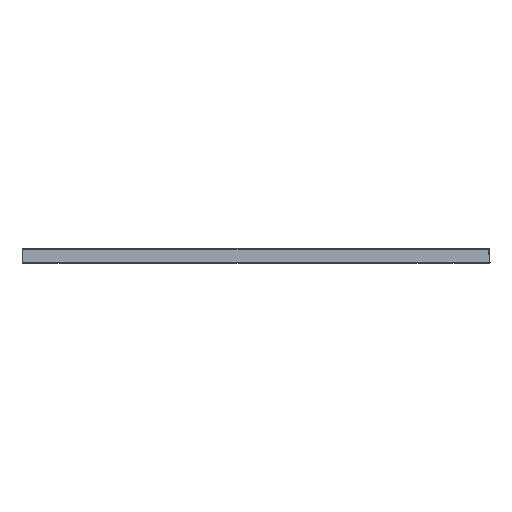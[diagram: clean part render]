
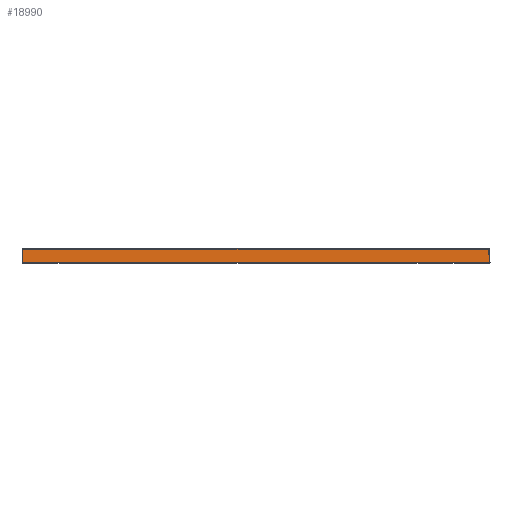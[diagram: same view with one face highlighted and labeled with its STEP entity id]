
A CAD part, top view. The second image highlights one B-rep face of the part: STEP entity #18990.
In plain terms, the highlighted planar face has unit normal (0, 0.035, 0.999).
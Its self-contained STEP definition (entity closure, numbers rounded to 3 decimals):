
#1=CARTESIAN_POINT('',(-600.,-2.001,436.173));
#2=CARTESIAN_POINT('',(-589.753,-2.007,436.173));
#3=CARTESIAN_POINT('',(-553.086,-2.028,436.174));
#4=CARTESIAN_POINT('',(-516.419,-2.039,436.174));
#5=CARTESIAN_POINT('',(-490.,-2.039,436.174));
#7=CARTESIAN_POINT('',(490.,-2.039,436.174));
#8=CARTESIAN_POINT('',(512.52,-2.039,436.174));
#9=CARTESIAN_POINT('',(557.35,-2.027,436.174));
#10=CARTESIAN_POINT('',(626.241,-1.986,436.173));
#11=CARTESIAN_POINT('',(672.611,-1.95,436.171));
#12=CARTESIAN_POINT('',(696.672,-1.932,436.171));
#14=DIRECTION('',(0.035,-0.999,0.035));
#15=VECTOR('',#14,38.115);
#16=CARTESIAN_POINT('',(696.672,-1.932,436.171));
#17=LINE('',#16,#15);
#18=DIRECTION('',(0.,-0.999,0.035));
#19=VECTOR('',#18,38.022);
#20=CARTESIAN_POINT('',(-600.,-2.001,436.173));
#21=LINE('',#20,#19);
#89=DIRECTION('',(1.,0.,0.));
#90=VECTOR('',#89,1298.001);
#91=CARTESIAN_POINT('',(-600.,-40.,437.5));
#92=LINE('',#91,#90);
#695=CARTESIAN_POINT('',(490.,-2.039,436.174));
#696=CARTESIAN_POINT('',(480.595,-2.039,436.174));
#697=CARTESIAN_POINT('',(462.266,-2.038,436.174));
#698=CARTESIAN_POINT('',(436.502,-2.036,436.174));
#699=CARTESIAN_POINT('',(411.604,-2.033,436.174));
#700=CARTESIAN_POINT('',(386.59,-2.028,436.174));
#701=CARTESIAN_POINT('',(362.867,-2.023,436.174));
#702=CARTESIAN_POINT('',(338.492,-2.018,436.174));
#703=CARTESIAN_POINT('',(313.269,-2.011,436.173));
#704=CARTESIAN_POINT('',(287.125,-2.004,436.173));
#705=CARTESIAN_POINT('',(258.602,-1.996,436.173));
#706=CARTESIAN_POINT('',(226.769,-1.987,436.173));
#707=CARTESIAN_POINT('',(190.653,-1.977,436.172));
#708=CARTESIAN_POINT('',(149.069,-1.966,436.172));
#709=CARTESIAN_POINT('',(117.09,-1.959,436.172));
#710=CARTESIAN_POINT('',(100.087,-1.955,436.171));
#742=DIRECTION('',(-1.,0.,0.));
#743=VECTOR('',#742,100.087);
#744=CARTESIAN_POINT('',(100.087,-1.955,436.171));
#745=LINE('',#744,#743);
#751=DIRECTION('',(-1.,0.,0.));
#752=VECTOR('',#751,100.087);
#753=CARTESIAN_POINT('',(0.,-1.955,
436.171));
#754=LINE('',#753,#752);
#785=CARTESIAN_POINT('',(-100.087,-1.955,436.171));
#786=CARTESIAN_POINT('',(-143.442,-1.964,436.172));
#787=CARTESIAN_POINT('',(-230.131,-1.983,436.172));
#788=CARTESIAN_POINT('',(-360.102,-2.011,436.173));
#789=CARTESIAN_POINT('',(-446.708,-2.029,436.174));
#790=CARTESIAN_POINT('',(-490.,-2.039,436.174));
#17273=CARTESIAN_POINT('',(-600.,-2.001,436.173));
#17274=CARTESIAN_POINT('',(-600.,-40.,437.5));
#17275=VERTEX_POINT('',#17273);
#17276=VERTEX_POINT('',#17274);
#17277=VERTEX_POINT('',#5);
#17278=VERTEX_POINT('',#785);
#17279=CARTESIAN_POINT('',(0.,-1.955,
436.171));
#17280=VERTEX_POINT('',#17279);
#17281=CARTESIAN_POINT('',(100.087,-1.955,
436.171));
#17282=VERTEX_POINT('',#17281);
#17283=VERTEX_POINT('',#695);
#17284=VERTEX_POINT('',#12);
#17285=CARTESIAN_POINT('',(698.001,-40.,
437.5));
#17286=VERTEX_POINT('',#17285);
#18965=CARTESIAN_POINT('',(49.001,-20.966,
436.835));
#18966=DIRECTION('',(0.,0.035,0.999));
#18967=DIRECTION('',(0.,0.999,-0.035));
#18968=AXIS2_PLACEMENT_3D('',#18965,#18966,#18967);
#18969=PLANE('',#18968);
#18971=ORIENTED_EDGE('',*,*,#18970,.F.);
#18973=ORIENTED_EDGE('',*,*,#18972,.T.);
#18975=ORIENTED_EDGE('',*,*,#18974,.F.);
#18977=ORIENTED_EDGE('',*,*,#18976,.F.);
#18979=ORIENTED_EDGE('',*,*,#18978,.F.);
#18981=ORIENTED_EDGE('',*,*,#18980,.F.);
#18983=ORIENTED_EDGE('',*,*,#18982,.T.);
#18985=ORIENTED_EDGE('',*,*,#18984,.T.);
#18987=ORIENTED_EDGE('',*,*,#18986,.F.);
#18988=EDGE_LOOP('',(#18971,#18973,#18975,#18977,#18979,#18981,#18983,#18985,
#18987));
#18989=FACE_OUTER_BOUND('',#18988,.F.);
#18990=ADVANCED_FACE('',(#18989),#18969,.T.);
#6=B_SPLINE_CURVE_WITH_KNOTS('',3,(#1,#2,#3,#4,#5),.UNSPECIFIED.,.F.,.F.,(4,1,
4),(0.,0.279,1.),.UNSPECIFIED.);
#13=B_SPLINE_CURVE_WITH_KNOTS('',3,(#7,#8,#9,#10,#11,#12),.UNSPECIFIED.,.F.,.F.,
(4,1,1,4),(0.,0.327,0.651,1.),.UNSPECIFIED.);
#711=B_SPLINE_CURVE_WITH_KNOTS('',3,(#695,#696,#697,#698,#699,#700,#701,#702,
#703,#704,#705,#706,#707,#708,#709,#710),.UNSPECIFIED.,.F.,.F.,(4,1,1,1,1,1,1,1,
1,1,1,1,1,4),(0.,0.077,0.154,0.231,
0.308,0.385,0.462,0.538,
0.615,0.692,0.769,0.846,
0.923,1.),.UNSPECIFIED.);
#791=B_SPLINE_CURVE_WITH_KNOTS('',3,(#785,#786,#787,#788,#789,#790),
.UNSPECIFIED.,.F.,.F.,(4,1,1,4),(0.,0.333,0.667,1.),
.UNSPECIFIED.);
#18970=EDGE_CURVE('',#17275,#17276,#21,.T.);
#18972=EDGE_CURVE('',#17275,#17277,#6,.T.);
#18974=EDGE_CURVE('',#17278,#17277,#791,.T.);
#18976=EDGE_CURVE('',#17280,#17278,#754,.T.);
#18978=EDGE_CURVE('',#17282,#17280,#745,.T.);
#18980=EDGE_CURVE('',#17283,#17282,#711,.T.);
#18982=EDGE_CURVE('',#17283,#17284,#13,.T.);
#18984=EDGE_CURVE('',#17284,#17286,#17,.T.);
#18986=EDGE_CURVE('',#17276,#17286,#92,.T.);
